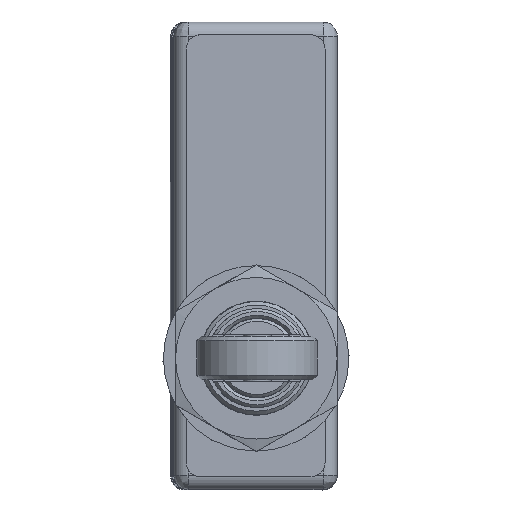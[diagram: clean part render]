
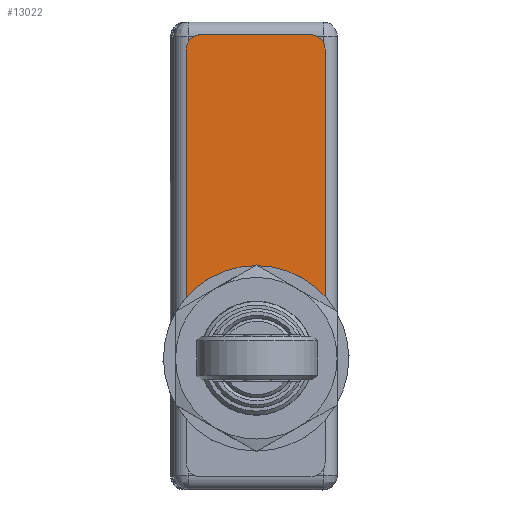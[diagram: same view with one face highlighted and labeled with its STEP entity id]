
A CAD part, top view. The second image highlights one B-rep face of the part: STEP entity #13022.
In plain terms, the highlighted face is planar.
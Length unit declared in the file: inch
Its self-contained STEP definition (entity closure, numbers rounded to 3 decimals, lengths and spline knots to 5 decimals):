
#3 = ORIENTED_EDGE ( 'NONE', *, *, #15254, .F. ) ;
#955 = LINE ( 'NONE', #18874, #11718 ) ;
#1007 = CIRCLE ( 'NONE', #11539, 0.05906 ) ;
#1741 = ORIENTED_EDGE ( 'NONE', *, *, #13147, .T. ) ;
#2896 = DIRECTION ( 'NONE',  ( 0., 0., -1. ) ) ;
#3138 = CARTESIAN_POINT ( 'NONE',  ( 1.69286, 1.50741, 1.16816 ) ) ;
#4222 = DIRECTION ( 'NONE',  ( 0., 0., 1. ) ) ;
#4678 = DIRECTION ( 'NONE',  ( 0., 0., 1. ) ) ;
#5565 = CIRCLE ( 'NONE', #24151, 0.31299 ) ;
#6155 = LINE ( 'NONE', #3138, #13012 ) ;
#6530 = ORIENTED_EDGE ( 'NONE', *, *, #8668, .F. ) ;
#6767 = DIRECTION ( 'NONE',  ( 0., -1., 0. ) ) ;
#7073 = DIRECTION ( 'NONE',  ( -1., 0., 0. ) ) ;
#8000 = DIRECTION ( 'NONE',  ( 0., 1., 0. ) ) ;
#8590 = FACE_OUTER_BOUND ( 'NONE', #10115, .T. ) ;
#8668 = EDGE_CURVE ( 'NONE', #15574, #11559, #24441, .T. ) ;
#10055 = DIRECTION ( 'NONE',  ( 0., -1., 0. ) ) ;
#10115 = EDGE_LOOP ( 'NONE', ( #10738, #23582, #6530, #3, #1741, #14316 ) ) ;
#10738 = ORIENTED_EDGE ( 'NONE', *, *, #12100, .T. ) ;
#11539 = AXIS2_PLACEMENT_3D ( 'NONE', #23898, #6767, #22516 ) ;
#11559 = VERTEX_POINT ( 'NONE', #24789 ) ;
#11718 = VECTOR ( 'NONE', #24647, 39.37008 ) ;
#12100 = EDGE_CURVE ( 'NONE', #16598, #23192, #955, .T. ) ;
#13012 = VECTOR ( 'NONE', #7073, 39.37008 ) ;
#13022 = ADVANCED_FACE ( 'NONE', ( #8590 ), #23708, .F. ) ;
#13147 = EDGE_CURVE ( 'NONE', #13244, #13354, #6155, .T. ) ;
#13244 = VERTEX_POINT ( 'NONE', #16905 ) ;
#13354 = VERTEX_POINT ( 'NONE', #21795 ) ;
#14038 = CARTESIAN_POINT ( 'NONE',  ( 1.69286, 1.50741, 1.74296 ) ) ;
#14316 = ORIENTED_EDGE ( 'NONE', *, *, #14360, .F. ) ;
#14360 = EDGE_CURVE ( 'NONE', #16598, #13354, #5565, .T. ) ;
#15254 = EDGE_CURVE ( 'NONE', #13244, #15574, #1007, .T. ) ;
#15311 = CARTESIAN_POINT ( 'NONE',  ( 0.41136, 1.50741, 1.45556 ) ) ;
#15574 = VERTEX_POINT ( 'NONE', #24228 ) ;
#15968 = DIRECTION ( 'NONE',  ( 0., -1., 0. ) ) ;
#16202 = CARTESIAN_POINT ( 'NONE',  ( 1.75191, 1.50741, 1.22721 ) ) ;
#16598 = VERTEX_POINT ( 'NONE', #23287 ) ;
#16638 = VECTOR ( 'NONE', #4678, 39.37008 ) ;
#16905 = CARTESIAN_POINT ( 'NONE',  ( 1.69286, 1.50741, 1.16816 ) ) ;
#17688 = CIRCLE ( 'NONE', #22229, 0.05906 ) ;
#17833 = DIRECTION ( 'NONE',  ( 0., 0., -1. ) ) ;
#18287 = CARTESIAN_POINT ( 'NONE',  ( 1.69286, 1.50741, 1.22721 ) ) ;
#18874 = CARTESIAN_POINT ( 'NONE',  ( -0.01974, 1.50741, 1.74296 ) ) ;
#21795 = CARTESIAN_POINT ( 'NONE',  ( 0.53532, 1.50741, 1.16816 ) ) ;
#22229 = AXIS2_PLACEMENT_3D ( 'NONE', #23612, #10055, #17833 ) ;
#22516 = DIRECTION ( 'NONE',  ( 0., 0., -1. ) ) ;
#23113 = EDGE_CURVE ( 'NONE', #11559, #23192, #17688, .T. ) ;
#23177 = AXIS2_PLACEMENT_3D ( 'NONE', #18287, #15968, #2896 ) ;
#23192 = VERTEX_POINT ( 'NONE', #14038 ) ;
#23287 = CARTESIAN_POINT ( 'NONE',  ( 0.53532, 1.50741, 1.74296 ) ) ;
#23582 = ORIENTED_EDGE ( 'NONE', *, *, #23113, .F. ) ;
#23612 = CARTESIAN_POINT ( 'NONE',  ( 1.69286, 1.50741, 1.6839 ) ) ;
#23708 = PLANE ( 'NONE',  #23177 ) ;
#23898 = CARTESIAN_POINT ( 'NONE',  ( 1.69286, 1.50741, 1.22721 ) ) ;
#24151 = AXIS2_PLACEMENT_3D ( 'NONE', #15311, #8000, #4222 ) ;
#24228 = CARTESIAN_POINT ( 'NONE',  ( 1.75191, 1.50741, 1.22721 ) ) ;
#24441 = LINE ( 'NONE', #16202, #16638 ) ;
#24647 = DIRECTION ( 'NONE',  ( 1., 0., 0. ) ) ;
#24789 = CARTESIAN_POINT ( 'NONE',  ( 1.75191, 1.50741, 1.6839 ) ) ;
